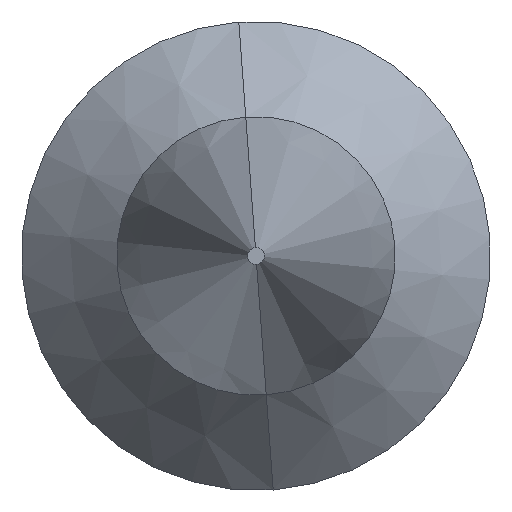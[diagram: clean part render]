
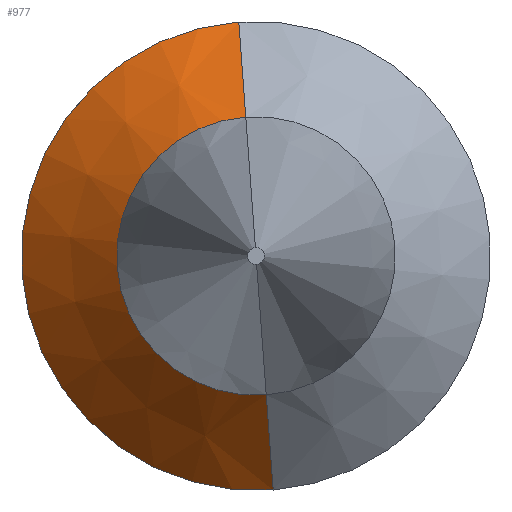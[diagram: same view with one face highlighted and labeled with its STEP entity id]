
A CAD part, left-side view. The second image highlights one B-rep face of the part: STEP entity #977.
In plain terms, the highlighted conical face has half-angle 45 degrees and reference radius 0.413 mm.
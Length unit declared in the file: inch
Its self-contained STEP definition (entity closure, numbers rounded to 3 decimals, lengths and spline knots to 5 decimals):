
#71 = ORIENTED_EDGE ( 'NONE', *, *, #690, .T. ) ;
#173 = VECTOR ( 'NONE', #1255, 39.37008 ) ;
#288 = CIRCLE ( 'NONE', #1513, 0.01624 ) ;
#290 = CARTESIAN_POINT ( 'NONE',  ( -0.18311, 0.00119, 0.0162 ) ) ;
#361 = DIRECTION ( 'NONE',  ( 0., -0.073, -0.997 ) ) ;
#362 = DIRECTION ( 'NONE',  ( 1., 0., 0. ) ) ;
#364 = CARTESIAN_POINT ( 'NONE',  ( -0.18311, 0., 0. ) ) ;
#442 = VERTEX_POINT ( 'NONE', #984 ) ;
#470 = DIRECTION ( 'NONE',  ( 0., -0.073, -0.997 ) ) ;
#473 = DIRECTION ( 'NONE',  ( 1., 0., 0. ) ) ;
#504 = DIRECTION ( 'NONE',  ( 0., -0.073, -0.997 ) ) ;
#536 = ORIENTED_EDGE ( 'NONE', *, *, #1563, .T. ) ;
#645 = CARTESIAN_POINT ( 'NONE',  ( -0.18311, 0., 0. ) ) ;
#654 = DIRECTION ( 'NONE',  ( 1., 0., 0. ) ) ;
#690 = EDGE_CURVE ( 'NONE', #1533, #776, #288, .T. ) ;
#721 = CARTESIAN_POINT ( 'NONE',  ( -0.172, 0., 0. ) ) ;
#776 = VERTEX_POINT ( 'NONE', #290 ) ;
#833 = EDGE_CURVE ( 'NONE', #442, #1288, #1339, .T. ) ;
#937 = CARTESIAN_POINT ( 'NONE',  ( -0.18311, -0.00119, -0.0162 ) ) ;
#977 = ADVANCED_FACE ( 'NONE', ( #1565 ), #985, .T. ) ;
#984 = CARTESIAN_POINT ( 'NONE',  ( -0.172, -0.002, -0.02728 ) ) ;
#985 = CONICAL_SURFACE ( 'NONE', #1054, 0.01624, 0.785 ) ;
#1039 = VECTOR ( 'NONE', #1050, 39.37008 ) ;
#1047 = CARTESIAN_POINT ( 'NONE',  ( -0.18311, -0.00119, -0.0162 ) ) ;
#1050 = DIRECTION ( 'NONE',  ( 0.707, -0.052, -0.705 ) ) ;
#1054 = AXIS2_PLACEMENT_3D ( 'NONE', #645, #654, #504 ) ;
#1068 = EDGE_LOOP ( 'NONE', ( #71, #536, #1453, #1617 ) ) ;
#1133 = CARTESIAN_POINT ( 'NONE',  ( -0.172, 0.002, 0.02728 ) ) ;
#1159 = EDGE_CURVE ( 'NONE', #1533, #442, #1431, .T. ) ;
#1255 = DIRECTION ( 'NONE',  ( 0.707, 0.052, 0.705 ) ) ;
#1262 = CARTESIAN_POINT ( 'NONE',  ( -0.18311, 0.00119, 0.0162 ) ) ;
#1288 = VERTEX_POINT ( 'NONE', #1133 ) ;
#1339 = CIRCLE ( 'NONE', #1412, 0.02735 ) ;
#1412 = AXIS2_PLACEMENT_3D ( 'NONE', #721, #473, #470 ) ;
#1431 = LINE ( 'NONE', #1047, #1039 ) ;
#1433 = LINE ( 'NONE', #1262, #173 ) ;
#1453 = ORIENTED_EDGE ( 'NONE', *, *, #833, .F. ) ;
#1513 = AXIS2_PLACEMENT_3D ( 'NONE', #364, #362, #361 ) ;
#1533 = VERTEX_POINT ( 'NONE', #937 ) ;
#1563 = EDGE_CURVE ( 'NONE', #776, #1288, #1433, .T. ) ;
#1565 = FACE_OUTER_BOUND ( 'NONE', #1068, .T. ) ;
#1617 = ORIENTED_EDGE ( 'NONE', *, *, #1159, .F. ) ;
